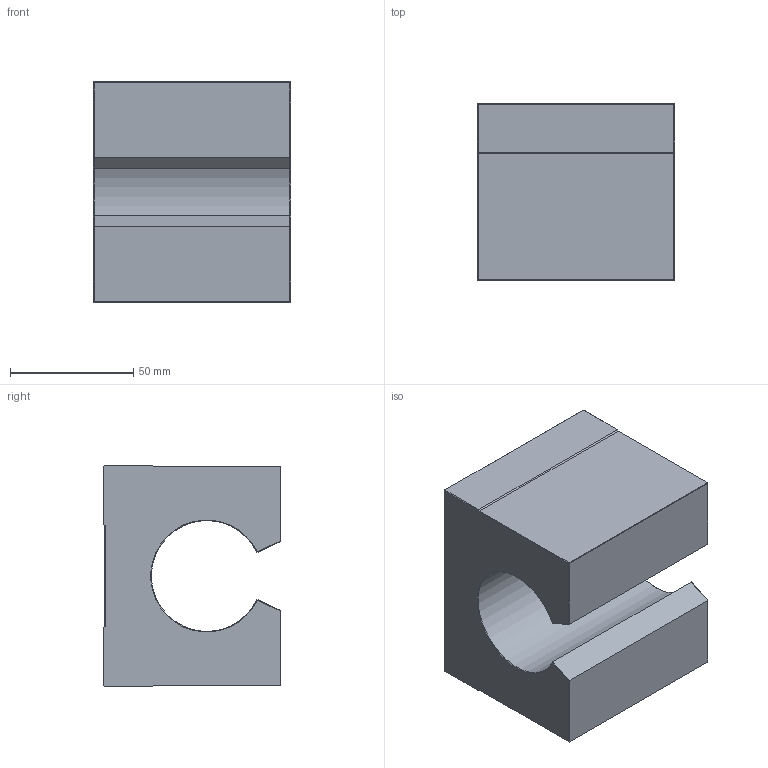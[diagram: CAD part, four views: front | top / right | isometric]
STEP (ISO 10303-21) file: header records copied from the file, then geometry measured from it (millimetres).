
FILE_DESCRIPTION (( 'STEP AP203' ), '1' );
FILE_NAME ('SME40UU.STEP', '2016-05-09T11:45:40', ( '' ), ( '' ), 'SwSTEP 2.0', 'SolidWorks 2010', '' );
FILE_SCHEMA (( 'CONFIG_CONTROL_DESIGN' ));
Length unit declared in the file: millimetre
Products named in the file (1): SME40UU
Bounding box: 80 x 72 x 90 mm (x, y, z)
Volume: 363183.1 mm3; surface area: 47126.7 mm2
Topology: 1 solids, 1 shells, 67 faces, 151 edges, 86 vertices
Faces by surface type: plane 56, cone 6, cylinder 5
Full cylindrical faces by diameter (mm): 8.5 x4
Entity records: 1790 total; most frequent: CARTESIAN_POINT 301, DIRECTION 283, ORIENTED_EDGE 278, EDGE_CURVE 139, VECTOR 123, LINE 123, VERTEX_POINT 82, AXIS2_PLACEMENT_3D 80
